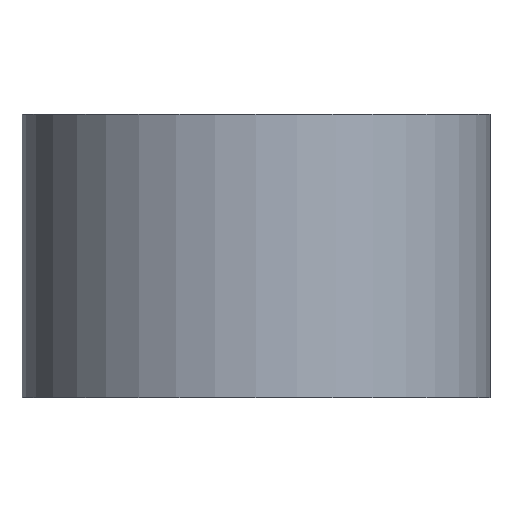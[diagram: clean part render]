
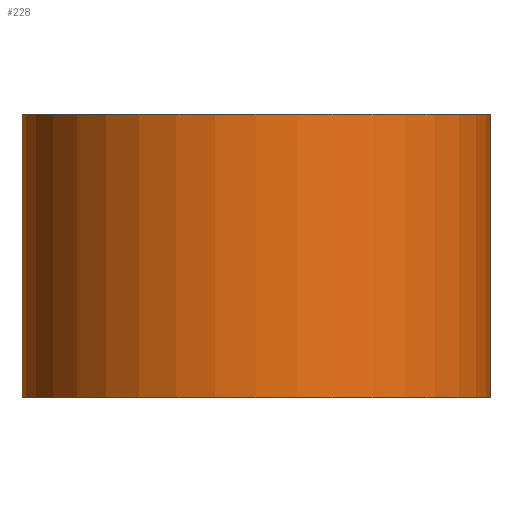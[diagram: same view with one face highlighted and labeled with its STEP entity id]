
A CAD part, front view. The second image highlights one B-rep face of the part: STEP entity #228.
In plain terms, the highlighted cylindrical face has radius 13.119 mm (diameter 26.238 mm), a partial arc.
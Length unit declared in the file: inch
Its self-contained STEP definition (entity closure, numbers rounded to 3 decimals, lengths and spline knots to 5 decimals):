
#2 = DIRECTION ( 'NONE',  ( 0., 0., -1. ) ) ;
#16 = ORIENTED_EDGE ( 'NONE', *, *, #478, .T. ) ;
#23 = CIRCLE ( 'NONE', #425, 0.5165 ) ;
#32 = VERTEX_POINT ( 'NONE', #378 ) ;
#55 = EDGE_CURVE ( 'NONE', #32, #153, #23, .T. ) ;
#65 = CARTESIAN_POINT ( 'NONE',  ( -0.048, -1.406, -0.3125 ) ) ;
#87 = DIRECTION ( 'NONE',  ( 1., 0., 0. ) ) ;
#106 = VERTEX_POINT ( 'NONE', #348 ) ;
#115 = CARTESIAN_POINT ( 'NONE',  ( 0.4685, -1.406, 0.3125 ) ) ;
#130 = ORIENTED_EDGE ( 'NONE', *, *, #196, .T. ) ;
#134 = FACE_OUTER_BOUND ( 'NONE', #213, .T. ) ;
#153 = VERTEX_POINT ( 'NONE', #65 ) ;
#156 = DIRECTION ( 'NONE',  ( -1., 0., 0. ) ) ;
#187 = AXIS2_PLACEMENT_3D ( 'NONE', #115, #2, #156 ) ;
#196 = EDGE_CURVE ( 'NONE', #106, #153, #464, .T. ) ;
#204 = DIRECTION ( 'NONE',  ( 0., 0., -1. ) ) ;
#213 = EDGE_LOOP ( 'NONE', ( #460, #266, #16, #130 ) ) ;
#228 = ADVANCED_FACE ( 'NONE', ( #134 ), #352, .T. ) ;
#246 = VERTEX_POINT ( 'NONE', #279 ) ;
#251 = CARTESIAN_POINT ( 'NONE',  ( -0.048, -1.406, 0.3125 ) ) ;
#266 = ORIENTED_EDGE ( 'NONE', *, *, #321, .F. ) ;
#274 = AXIS2_PLACEMENT_3D ( 'NONE', #458, #552, #87 ) ;
#279 = CARTESIAN_POINT ( 'NONE',  ( 0.4685, -0.8895, 0.3125 ) ) ;
#280 = CIRCLE ( 'NONE', #274, 0.5165 ) ;
#321 = EDGE_CURVE ( 'NONE', #246, #32, #490, .T. ) ;
#334 = CARTESIAN_POINT ( 'NONE',  ( 0.4685, -0.8895, 0.3125 ) ) ;
#348 = CARTESIAN_POINT ( 'NONE',  ( -0.048, -1.406, 0.3125 ) ) ;
#352 = CYLINDRICAL_SURFACE ( 'NONE', #187, 0.5165 ) ;
#353 = DIRECTION ( 'NONE',  ( 0., 0., -1. ) ) ;
#365 = DIRECTION ( 'NONE',  ( 0., 0., -1. ) ) ;
#378 = CARTESIAN_POINT ( 'NONE',  ( 0.4685, -0.8895, -0.3125 ) ) ;
#410 = VECTOR ( 'NONE', #353, 39.37008 ) ;
#425 = AXIS2_PLACEMENT_3D ( 'NONE', #548, #365, #479 ) ;
#458 = CARTESIAN_POINT ( 'NONE',  ( 0.4685, -1.406, 0.3125 ) ) ;
#460 = ORIENTED_EDGE ( 'NONE', *, *, #55, .F. ) ;
#464 = LINE ( 'NONE', #251, #487 ) ;
#478 = EDGE_CURVE ( 'NONE', #246, #106, #280, .T. ) ;
#479 = DIRECTION ( 'NONE',  ( 1., 0., 0. ) ) ;
#487 = VECTOR ( 'NONE', #204, 39.37008 ) ;
#490 = LINE ( 'NONE', #334, #410 ) ;
#548 = CARTESIAN_POINT ( 'NONE',  ( 0.4685, -1.406, -0.3125 ) ) ;
#552 = DIRECTION ( 'NONE',  ( 0., 0., -1. ) ) ;
